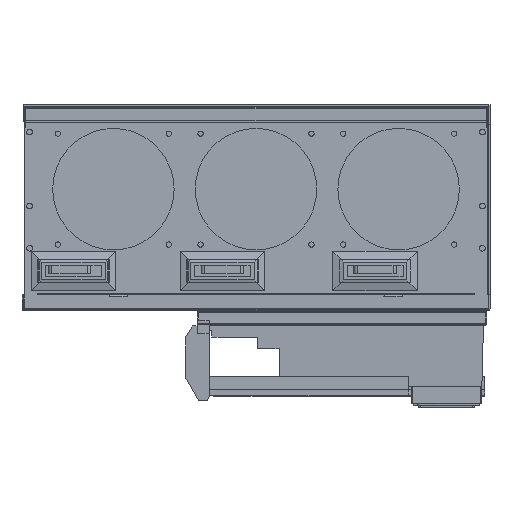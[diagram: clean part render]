
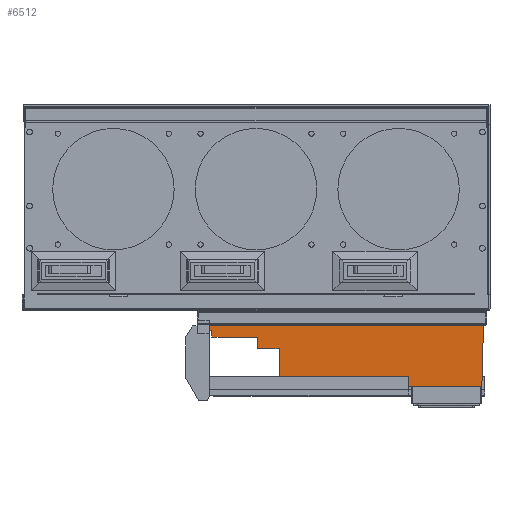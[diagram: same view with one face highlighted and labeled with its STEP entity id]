
A CAD part, left-side view. The second image highlights one B-rep face of the part: STEP entity #6512.
In plain terms, the highlighted planar face has unit normal (-1, 0, -0.026).
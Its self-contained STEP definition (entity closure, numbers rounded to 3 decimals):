
#495 = VECTOR ( 'NONE', #40596, 1000. ) ;
#2812 = CARTESIAN_POINT ( 'NONE',  ( 100.776, 198.249, -231. ) ) ;
#4529 = LINE ( 'NONE', #75744, #64543 ) ;
#5160 = VERTEX_POINT ( 'NONE', #66177 ) ;
#5447 = DIRECTION ( 'NONE',  ( 0.026, 0.026, -0.999 ) ) ;
#6512 = ADVANCED_FACE ( 'NONE', ( #40789 ), #76174, .F. ) ;
#7048 = VECTOR ( 'NONE', #12263, 1000. ) ;
#7269 = ORIENTED_EDGE ( 'NONE', *, *, #46400, .F. ) ;
#10032 = VECTOR ( 'NONE', #19232, 1000. ) ;
#10411 = LINE ( 'NONE', #78405, #18453 ) ;
#10904 = EDGE_CURVE ( 'NONE', #11829, #31304, #23266, .T. ) ;
#11829 = VERTEX_POINT ( 'NONE', #2812 ) ;
#12263 = DIRECTION ( 'NONE',  ( 0., -1., 0. ) ) ;
#12392 = CARTESIAN_POINT ( 'NONE',  ( 94.662, 0., 2.479 ) ) ;
#12606 = ORIENTED_EDGE ( 'NONE', *, *, #68000, .T. ) ;
#14384 = VECTOR ( 'NONE', #74836, 1000. ) ;
#14474 = CARTESIAN_POINT ( 'NONE',  ( 101.953, 75.505, -275.928 ) ) ;
#14882 = ORIENTED_EDGE ( 'NONE', *, *, #19815, .T. ) ;
#16605 = VERTEX_POINT ( 'NONE', #17397 ) ;
#17284 = CARTESIAN_POINT ( 'NONE',  ( 101.457, 3.413, -257. ) ) ;
#17397 = CARTESIAN_POINT ( 'NONE',  ( 101.719, 75.505, -267. ) ) ;
#18453 = VECTOR ( 'NONE', #80156, 1000. ) ;
#18633 = VERTEX_POINT ( 'NONE', #55013 ) ;
#19232 = DIRECTION ( 'NONE',  ( -0.026, 0., 1. ) ) ;
#19815 = EDGE_CURVE ( 'NONE', #80966, #16605, #77347, .T. ) ;
#21266 = DIRECTION ( 'NONE',  ( -0.026, 0., 1. ) ) ;
#22514 = ORIENTED_EDGE ( 'NONE', *, *, #90173, .F. ) ;
#23266 = LINE ( 'NONE', #30619, #86580 ) ;
#24176 = CARTESIAN_POINT ( 'NONE',  ( 100.331, 261.825, -214. ) ) ;
#24973 = EDGE_CURVE ( 'NONE', #5160, #40254, #4529, .T. ) ;
#26114 = LINE ( 'NONE', #88536, #10032 ) ;
#26602 = VECTOR ( 'NONE', #72964, 1000. ) ;
#26654 = DIRECTION ( 'NONE',  ( 0.026, 0., -1. ) ) ;
#30619 = CARTESIAN_POINT ( 'NONE',  ( 100.776, 218.825, -231. ) ) ;
#31304 = VERTEX_POINT ( 'NONE', #35847 ) ;
#31578 = EDGE_CURVE ( 'NONE', #67994, #83432, #48810, .T. ) ;
#33595 = CARTESIAN_POINT ( 'NONE',  ( 100.776, 198.249, -231. ) ) ;
#35720 = VERTEX_POINT ( 'NONE', #55499 ) ;
#35847 = CARTESIAN_POINT ( 'NONE',  ( 100.776, 218.825, -231. ) ) ;
#37635 = LINE ( 'NONE', #65174, #26602 ) ;
#37674 = ORIENTED_EDGE ( 'NONE', *, *, #46077, .F. ) ;
#38947 = VERTEX_POINT ( 'NONE', #74452 ) ;
#40254 = VERTEX_POINT ( 'NONE', #50132 ) ;
#40596 = DIRECTION ( 'NONE',  ( 0., 1., 0. ) ) ;
#40789 = FACE_OUTER_BOUND ( 'NONE', #73136, .T. ) ;
#41828 = ORIENTED_EDGE ( 'NONE', *, *, #31578, .F. ) ;
#44134 = AXIS2_PLACEMENT_3D ( 'NONE', #12392, #88617, #26654 ) ;
#46077 = EDGE_CURVE ( 'NONE', #31304, #18633, #69304, .T. ) ;
#46400 = EDGE_CURVE ( 'NONE', #88738, #67994, #26114, .T. ) ;
#48810 = LINE ( 'NONE', #76413, #495 ) ;
#48996 = ORIENTED_EDGE ( 'NONE', *, *, #72536, .F. ) ;
#50132 = CARTESIAN_POINT ( 'NONE',  ( 101.719, 6.344, -267. ) ) ;
#50738 = DIRECTION ( 'NONE',  ( 0., 1., 0. ) ) ;
#54183 = CARTESIAN_POINT ( 'NONE',  ( 100.331, 264.406, -214. ) ) ;
#55013 = CARTESIAN_POINT ( 'NONE',  ( 100.488, 218.825, -220. ) ) ;
#55158 = CARTESIAN_POINT ( 'NONE',  ( 101.457, 75.505, -257. ) ) ;
#55499 = CARTESIAN_POINT ( 'NONE',  ( 100.2, 264.406, -209. ) ) ;
#55688 = VECTOR ( 'NONE', #21266, 1000. ) ;
#55954 = EDGE_CURVE ( 'NONE', #38947, #11829, #82214, .T. ) ;
#56017 = CARTESIAN_POINT ( 'NONE',  ( 100.488, 261.825, -220. ) ) ;
#56903 = VECTOR ( 'NONE', #68921, 1000. ) ;
#57519 = ORIENTED_EDGE ( 'NONE', *, *, #55954, .F. ) ;
#58926 = ORIENTED_EDGE ( 'NONE', *, *, #77204, .F. ) ;
#59237 = ORIENTED_EDGE ( 'NONE', *, *, #73640, .F. ) ;
#60909 = CARTESIAN_POINT ( 'NONE',  ( 100.2, 4.825, -209. ) ) ;
#64543 = VECTOR ( 'NONE', #5447, 1000. ) ;
#65174 = CARTESIAN_POINT ( 'NONE',  ( 101.719, 197.306, -267. ) ) ;
#66177 = CARTESIAN_POINT ( 'NONE',  ( 100.2, 4.825, -209. ) ) ;
#67968 = VECTOR ( 'NONE', #73224, 1000. ) ;
#67994 = VERTEX_POINT ( 'NONE', #24176 ) ;
#68000 = EDGE_CURVE ( 'NONE', #38947, #80966, #80102, .T. ) ;
#68921 = DIRECTION ( 'NONE',  ( -0.026, 0.026, 0.999 ) ) ;
#69304 = LINE ( 'NONE', #82161, #14384 ) ;
#70792 = LINE ( 'NONE', #84576, #55688 ) ;
#70891 = DIRECTION ( 'NONE',  ( 0.026, 0., -1. ) ) ;
#72536 = EDGE_CURVE ( 'NONE', #83432, #35720, #70792, .T. ) ;
#72964 = DIRECTION ( 'NONE',  ( 0., 1., 0. ) ) ;
#73136 = EDGE_LOOP ( 'NONE', ( #12606, #14882, #59237, #76838, #22514, #48996, #41828, #7269, #58926, #37674, #76223, #57519 ) ) ;
#73224 = DIRECTION ( 'NONE',  ( 0., -1., 0. ) ) ;
#73640 = EDGE_CURVE ( 'NONE', #40254, #16605, #37635, .T. ) ;
#74452 = CARTESIAN_POINT ( 'NONE',  ( 101.457, 197.568, -257. ) ) ;
#74836 = DIRECTION ( 'NONE',  ( -0.026, 0., 1. ) ) ;
#75744 = CARTESIAN_POINT ( 'NONE',  ( 101.719, 6.344, -267. ) ) ;
#76174 = PLANE ( 'NONE',  #44134 ) ;
#76223 = ORIENTED_EDGE ( 'NONE', *, *, #10904, .F. ) ;
#76413 = CARTESIAN_POINT ( 'NONE',  ( 100.331, 272.825, -214. ) ) ;
#76838 = ORIENTED_EDGE ( 'NONE', *, *, #24973, .F. ) ;
#77204 = EDGE_CURVE ( 'NONE', #18633, #88738, #10411, .T. ) ;
#77347 = LINE ( 'NONE', #14474, #87133 ) ;
#78405 = CARTESIAN_POINT ( 'NONE',  ( 100.488, 261.825, -220. ) ) ;
#80102 = LINE ( 'NONE', #17284, #67968 ) ;
#80156 = DIRECTION ( 'NONE',  ( 0., 1., 0. ) ) ;
#80628 = LINE ( 'NONE', #60909, #7048 ) ;
#80966 = VERTEX_POINT ( 'NONE', #55158 ) ;
#82161 = CARTESIAN_POINT ( 'NONE',  ( 100.488, 218.825, -220. ) ) ;
#82214 = LINE ( 'NONE', #33595, #56903 ) ;
#83432 = VERTEX_POINT ( 'NONE', #54183 ) ;
#84576 = CARTESIAN_POINT ( 'NONE',  ( 100.409, 264.406, -216.968 ) ) ;
#86580 = VECTOR ( 'NONE', #50738, 1000. ) ;
#87133 = VECTOR ( 'NONE', #70891, 1000. ) ;
#88536 = CARTESIAN_POINT ( 'NONE',  ( 100.331, 261.825, -214. ) ) ;
#88617 = DIRECTION ( 'NONE',  ( 1., 0., 0.026 ) ) ;
#88738 = VERTEX_POINT ( 'NONE', #56017 ) ;
#90173 = EDGE_CURVE ( 'NONE', #35720, #5160, #80628, .T. ) ;
